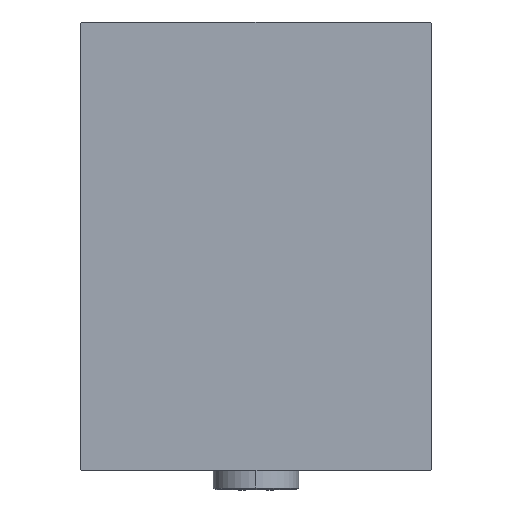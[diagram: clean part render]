
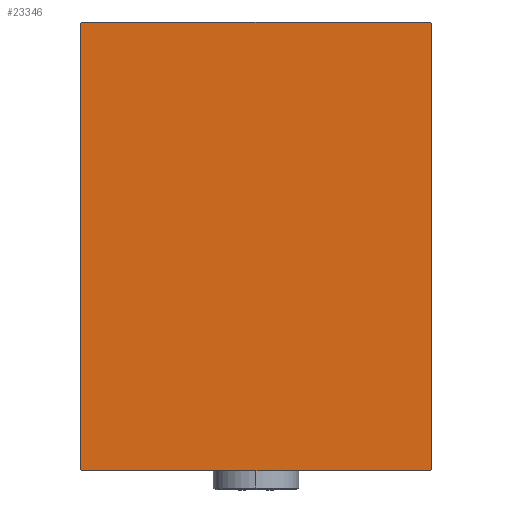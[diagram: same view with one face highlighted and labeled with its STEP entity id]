
A CAD part, left-side view. The second image highlights one B-rep face of the part: STEP entity #23346.
In plain terms, the highlighted face is planar.
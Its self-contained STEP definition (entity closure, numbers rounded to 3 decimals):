
#1412 = AXIS2_PLACEMENT_3D ( 'NONE', #5440, #8040, #19655 ) ;
#2374 = ORIENTED_EDGE ( 'NONE', *, *, #33819, .T. ) ;
#2954 = CARTESIAN_POINT ( 'NONE',  ( 158., 45., 57.5 ) ) ;
#3576 = DIRECTION ( 'NONE',  ( 0., 0.707, -0.707 ) ) ;
#4076 = ORIENTED_EDGE ( 'NONE', *, *, #29339, .T. ) ;
#4703 = CARTESIAN_POINT ( 'NONE',  ( 158., -51.1, 51.1 ) ) ;
#4966 = CARTESIAN_POINT ( 'NONE',  ( 158., -45., 57.2 ) ) ;
#5363 = VERTEX_POINT ( 'NONE', #29500 ) ;
#5440 = CARTESIAN_POINT ( 'NONE',  ( 158., 0., 0. ) ) ;
#6222 = VERTEX_POINT ( 'NONE', #40045 ) ;
#7038 = CARTESIAN_POINT ( 'NONE',  ( 158., 45., 57.2 ) ) ;
#7583 = ORIENTED_EDGE ( 'NONE', *, *, #31866, .T. ) ;
#7657 = EDGE_LOOP ( 'NONE', ( #25966, #4076, #33612, #24587, #7583, #2374, #37472, #10832 ) ) ;
#8040 = DIRECTION ( 'NONE',  ( 1., 0., 0. ) ) ;
#9873 = DIRECTION ( 'NONE',  ( 0., 1., 0. ) ) ;
#10054 = CARTESIAN_POINT ( 'NONE',  ( 158., 45., -57.5 ) ) ;
#10558 = LINE ( 'NONE', #31753, #42947 ) ;
#10832 = ORIENTED_EDGE ( 'NONE', *, *, #24736, .T. ) ;
#11196 = CARTESIAN_POINT ( 'NONE',  ( 158., 44.7, 57.5 ) ) ;
#13262 = LINE ( 'NONE', #4703, #40493 ) ;
#13780 = VECTOR ( 'NONE', #15172, 1000. ) ;
#15172 = DIRECTION ( 'NONE',  ( 0., -0.707, 0.707 ) ) ;
#15733 = EDGE_CURVE ( 'NONE', #31391, #5363, #33394, .T. ) ;
#18250 = CARTESIAN_POINT ( 'NONE',  ( 158., -51.1, -51.1 ) ) ;
#18696 = VECTOR ( 'NONE', #26548, 1000. ) ;
#18763 = DIRECTION ( 'NONE',  ( 0., 0., -1. ) ) ;
#19439 = VERTEX_POINT ( 'NONE', #20733 ) ;
#19655 = DIRECTION ( 'NONE',  ( 0., 0., -1. ) ) ;
#20733 = CARTESIAN_POINT ( 'NONE',  ( 158., 45., -57.2 ) ) ;
#23346 = ADVANCED_FACE ( 'NONE', ( #29438 ), #44066, .T. ) ;
#24587 = ORIENTED_EDGE ( 'NONE', *, *, #35218, .T. ) ;
#24736 = EDGE_CURVE ( 'NONE', #5363, #6222, #33512, .T. ) ;
#25739 = EDGE_CURVE ( 'NONE', #19439, #27234, #41930, .T. ) ;
#25966 = ORIENTED_EDGE ( 'NONE', *, *, #32066, .T. ) ;
#26548 = DIRECTION ( 'NONE',  ( 0., 0.707, 0.707 ) ) ;
#27234 = VERTEX_POINT ( 'NONE', #7038 ) ;
#27238 = VERTEX_POINT ( 'NONE', #34976 ) ;
#27519 = VECTOR ( 'NONE', #3576, 1000. ) ;
#27963 = VERTEX_POINT ( 'NONE', #38818 ) ;
#29339 = EDGE_CURVE ( 'NONE', #27963, #19439, #29797, .T. ) ;
#29438 = FACE_OUTER_BOUND ( 'NONE', #7657, .T. ) ;
#29500 = CARTESIAN_POINT ( 'NONE',  ( 158., -45., -57.2 ) ) ;
#29797 = LINE ( 'NONE', #36551, #18696 ) ;
#29810 = LINE ( 'NONE', #40502, #13780 ) ;
#31391 = VERTEX_POINT ( 'NONE', #4966 ) ;
#31753 = CARTESIAN_POINT ( 'NONE',  ( 158., -45., -57.5 ) ) ;
#31866 = EDGE_CURVE ( 'NONE', #45783, #27238, #41600, .T. ) ;
#32066 = EDGE_CURVE ( 'NONE', #6222, #27963, #10558, .T. ) ;
#33394 = LINE ( 'NONE', #36653, #39113 ) ;
#33512 = LINE ( 'NONE', #18250, #27519 ) ;
#33612 = ORIENTED_EDGE ( 'NONE', *, *, #25739, .T. ) ;
#33819 = EDGE_CURVE ( 'NONE', #27238, #31391, #13262, .T. ) ;
#34954 = DIRECTION ( 'NONE',  ( 0., 0., 1. ) ) ;
#34976 = CARTESIAN_POINT ( 'NONE',  ( 158., -44.7, 57.5 ) ) ;
#35218 = EDGE_CURVE ( 'NONE', #27234, #45783, #29810, .T. ) ;
#36551 = CARTESIAN_POINT ( 'NONE',  ( 158., 51.1, -51.1 ) ) ;
#36597 = DIRECTION ( 'NONE',  ( 0., -0.707, -0.707 ) ) ;
#36653 = CARTESIAN_POINT ( 'NONE',  ( 158., -45., 57.5 ) ) ;
#37472 = ORIENTED_EDGE ( 'NONE', *, *, #15733, .T. ) ;
#38818 = CARTESIAN_POINT ( 'NONE',  ( 158., 44.7, -57.5 ) ) ;
#39113 = VECTOR ( 'NONE', #18763, 1000. ) ;
#40045 = CARTESIAN_POINT ( 'NONE',  ( 158., -44.7, -57.5 ) ) ;
#40493 = VECTOR ( 'NONE', #36597, 1000. ) ;
#40502 = CARTESIAN_POINT ( 'NONE',  ( 158., 51.1, 51.1 ) ) ;
#41600 = LINE ( 'NONE', #2954, #45168 ) ;
#41625 = VECTOR ( 'NONE', #34954, 1000. ) ;
#41930 = LINE ( 'NONE', #10054, #41625 ) ;
#42947 = VECTOR ( 'NONE', #9873, 1000. ) ;
#44066 = PLANE ( 'NONE',  #1412 ) ;
#45083 = DIRECTION ( 'NONE',  ( 0., -1., 0. ) ) ;
#45168 = VECTOR ( 'NONE', #45083, 1000. ) ;
#45783 = VERTEX_POINT ( 'NONE', #11196 ) ;
